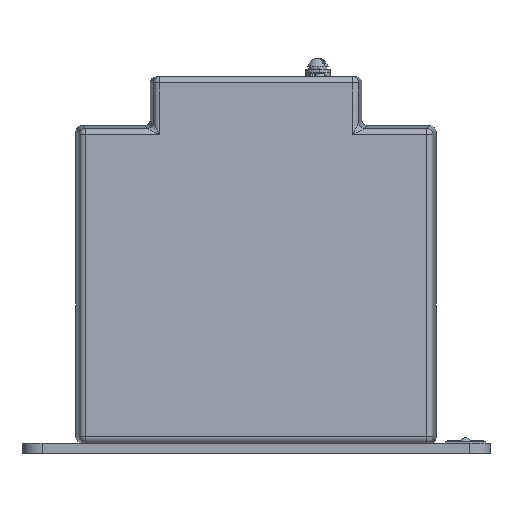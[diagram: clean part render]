
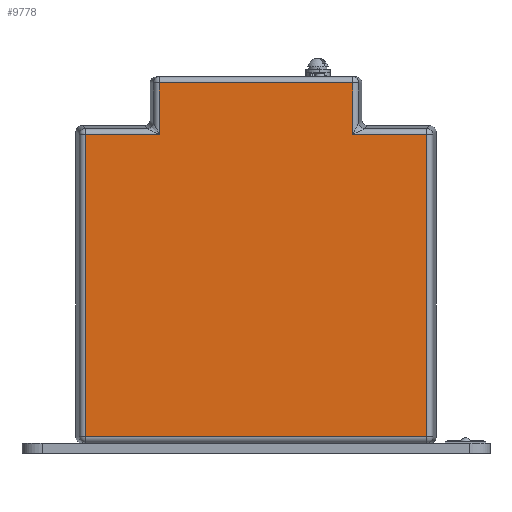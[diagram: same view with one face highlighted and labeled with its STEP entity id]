
A CAD part, top view. The second image highlights one B-rep face of the part: STEP entity #9778.
In plain terms, the highlighted planar face has unit normal (0, 0, 1).
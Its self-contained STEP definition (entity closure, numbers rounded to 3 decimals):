
#149 = DIRECTION ( 'NONE',  ( 0., 1., 0. ) ) ;
#158 = CARTESIAN_POINT ( 'NONE',  ( 47.428, -180., 90. ) ) ;
#2125 = LINE ( 'NONE', #158, #2143 ) ;
#2143 = VECTOR ( 'NONE', #149, 1000. ) ;
#2527 = ORIENTED_EDGE ( 'NONE', *, *, #9504, .T. ) ;
#2530 = ORIENTED_EDGE ( 'NONE', *, *, #8528, .T. ) ;
#2531 = ORIENTED_EDGE ( 'NONE', *, *, #8527, .T. ) ;
#2539 = ORIENTED_EDGE ( 'NONE', *, *, #8439, .T. ) ;
#2544 = ORIENTED_EDGE ( 'NONE', *, *, #8523, .T. ) ;
#2546 = ORIENTED_EDGE ( 'NONE', *, *, #8413, .T. ) ;
#2565 = ORIENTED_EDGE ( 'NONE', *, *, #8491, .T. ) ;
#2574 = ORIENTED_EDGE ( 'NONE', *, *, #8418, .T. ) ;
#3040 = EDGE_LOOP ( 'NONE', ( #2539, #2527, #2530, #2574, #2531, #2544, #2546, #2565 ) ) ;
#3280 = LINE ( 'NONE', #4636, #3292 ) ;
#3292 = VECTOR ( 'NONE', #4608, 1000. ) ;
#3310 = VECTOR ( 'NONE', #4619, 1000. ) ;
#3329 = LINE ( 'NONE', #4602, #3310 ) ;
#3330 = LINE ( 'NONE', #6158, #3340 ) ;
#3340 = VECTOR ( 'NONE', #6159, 1000. ) ;
#3395 = LINE ( 'NONE', #5156, #3404 ) ;
#3404 = VECTOR ( 'NONE', #5173, 1000. ) ;
#3438 = LINE ( 'NONE', #5279, #3458 ) ;
#3458 = VECTOR ( 'NONE', #5280, 1000. ) ;
#3470 = LINE ( 'NONE', #5267, #3514 ) ;
#3471 = LINE ( 'NONE', #5274, #3504 ) ;
#3504 = VECTOR ( 'NONE', #5281, 1000. ) ;
#3514 = VECTOR ( 'NONE', #5291, 1000. ) ;
#3885 = AXIS2_PLACEMENT_3D ( 'NONE', #7062, #7081, #7059 ) ;
#4363 = CARTESIAN_POINT ( 'NONE',  ( -83.928, -177., 90. ) ) ;
#4384 = CARTESIAN_POINT ( 'NONE',  ( 47.428, -3., 90. ) ) ;
#4409 = CARTESIAN_POINT ( 'NONE',  ( -47.428, -28.522, 90. ) ) ;
#4429 = CARTESIAN_POINT ( 'NONE',  ( 83.928, -28.522, 90. ) ) ;
#4463 = CARTESIAN_POINT ( 'NONE',  ( 47.428, -28.522, 90. ) ) ;
#4467 = CARTESIAN_POINT ( 'NONE',  ( -47.428, -3., 90. ) ) ;
#4469 = CARTESIAN_POINT ( 'NONE',  ( 83.928, -177., 90. ) ) ;
#4477 = CARTESIAN_POINT ( 'NONE',  ( -83.928, -28.522, 90. ) ) ;
#4602 = CARTESIAN_POINT ( 'NONE',  ( -86.85, -177., 90. ) ) ;
#4608 = DIRECTION ( 'NONE',  ( 0., -1., 0. ) ) ;
#4619 = DIRECTION ( 'NONE',  ( 1., 0., 0. ) ) ;
#4636 = CARTESIAN_POINT ( 'NONE',  ( -47.428, -180., 90. ) ) ;
#4985 = VERTEX_POINT ( 'NONE', #4384 ) ;
#4997 = VERTEX_POINT ( 'NONE', #4363 ) ;
#5002 = VERTEX_POINT ( 'NONE', #4409 ) ;
#5017 = VERTEX_POINT ( 'NONE', #4477 ) ;
#5021 = VERTEX_POINT ( 'NONE', #4429 ) ;
#5037 = VERTEX_POINT ( 'NONE', #4469 ) ;
#5043 = VERTEX_POINT ( 'NONE', #4463 ) ;
#5044 = VERTEX_POINT ( 'NONE', #4467 ) ;
#5156 = CARTESIAN_POINT ( 'NONE',  ( 83.928, -180., 90. ) ) ;
#5173 = DIRECTION ( 'NONE',  ( 0., 1., 0. ) ) ;
#5267 = CARTESIAN_POINT ( 'NONE',  ( -50.35, -3., 90. ) ) ;
#5274 = CARTESIAN_POINT ( 'NONE',  ( -86.85, -28.522, 90. ) ) ;
#5279 = CARTESIAN_POINT ( 'NONE',  ( -83.928, -180., 90. ) ) ;
#5280 = DIRECTION ( 'NONE',  ( 0., -1., 0. ) ) ;
#5281 = DIRECTION ( 'NONE',  ( -1., 0., 0. ) ) ;
#5291 = DIRECTION ( 'NONE',  ( -1., 0., 0. ) ) ;
#6158 = CARTESIAN_POINT ( 'NONE',  ( -86.85, -28.522, 90. ) ) ;
#6159 = DIRECTION ( 'NONE',  ( -1., 0., 0. ) ) ;
#7042 = FACE_OUTER_BOUND ( 'NONE', #3040, .T. ) ;
#7059 = DIRECTION ( 'NONE',  ( -1., 0., 0. ) ) ;
#7062 = CARTESIAN_POINT ( 'NONE',  ( -86.85, -180., 90. ) ) ;
#7081 = DIRECTION ( 'NONE',  ( 0., 0., 1. ) ) ;
#7128 = PLANE ( 'NONE',  #3885 ) ;
#8413 = EDGE_CURVE ( 'NONE', #4997, #5037, #3329, .T. ) ;
#8418 = EDGE_CURVE ( 'NONE', #5044, #5002, #3280, .T. ) ;
#8439 = EDGE_CURVE ( 'NONE', #5021, #5043, #3330, .T. ) ;
#8491 = EDGE_CURVE ( 'NONE', #5037, #5021, #3395, .T. ) ;
#8523 = EDGE_CURVE ( 'NONE', #5017, #4997, #3438, .T. ) ;
#8527 = EDGE_CURVE ( 'NONE', #5002, #5017, #3471, .T. ) ;
#8528 = EDGE_CURVE ( 'NONE', #4985, #5044, #3470, .T. ) ;
#9504 = EDGE_CURVE ( 'NONE', #5043, #4985, #2125, .T. ) ;
#9778 = ADVANCED_FACE ( 'NONE', ( #7042 ), #7128, .T. ) ;
